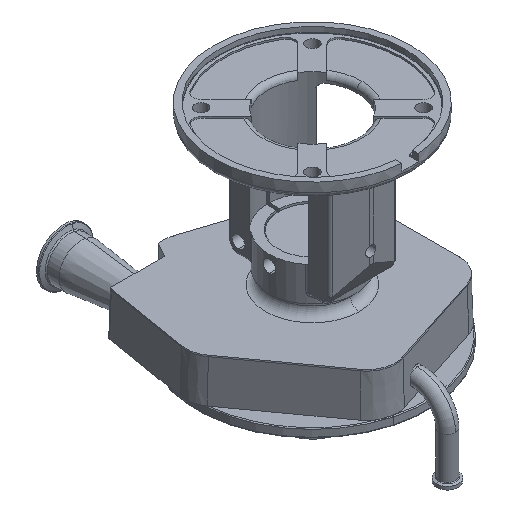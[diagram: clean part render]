
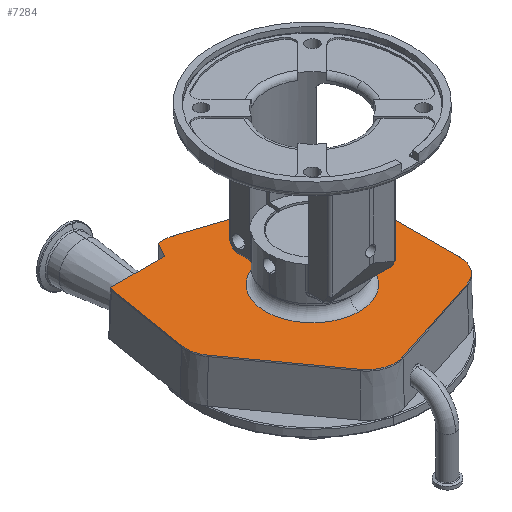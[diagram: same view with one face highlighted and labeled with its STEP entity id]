
A CAD part, isometric view. The second image highlights one B-rep face of the part: STEP entity #7284.
In plain terms, the highlighted planar face has unit normal (0, 0, 1).
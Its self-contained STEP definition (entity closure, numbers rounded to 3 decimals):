
#56 = CARTESIAN_POINT ( 'NONE',  ( -122.265, 112.692, -189. ) ) ;
#124 = CARTESIAN_POINT ( 'NONE',  ( 0., 0., -189. ) ) ;
#182 = DIRECTION ( 'NONE',  ( -0.586, 0.811, 0. ) ) ;
#263 = FACE_BOUND ( 'NONE', #11356, .T. ) ;
#458 = VERTEX_POINT ( 'NONE', #3303 ) ;
#466 = ORIENTED_EDGE ( 'NONE', *, *, #3847, .F. ) ;
#539 = DIRECTION ( 'NONE',  ( -0.5, -0.866, 0. ) ) ;
#689 = EDGE_CURVE ( 'NONE', #5735, #7446, #2949, .T. ) ;
#715 = VERTEX_POINT ( 'NONE', #7641 ) ;
#789 = CARTESIAN_POINT ( 'NONE',  ( -117.56, 111.911, -189. ) ) ;
#1144 = DIRECTION ( 'NONE',  ( -1., 0., 0. ) ) ;
#1168 = EDGE_CURVE ( 'NONE', #3801, #5735, #6027, .T. ) ;
#1205 = VERTEX_POINT ( 'NONE', #8036 ) ;
#1225 = VECTOR ( 'NONE', #1144, 1000. ) ;
#1256 = CARTESIAN_POINT ( 'NONE',  ( 114.005, -58.286, -189. ) ) ;
#1427 = VERTEX_POINT ( 'NONE', #8536 ) ;
#1620 = ORIENTED_EDGE ( 'NONE', *, *, #8240, .T. ) ;
#1809 = DIRECTION ( 'NONE',  ( 0., 0., -1. ) ) ;
#1825 = DIRECTION ( 'NONE',  ( 0., -1., 0. ) ) ;
#1833 = CIRCLE ( 'NONE', #10329, 33.406 ) ;
#1916 = ORIENTED_EDGE ( 'NONE', *, *, #13873, .F. ) ;
#2082 = VERTEX_POINT ( 'NONE', #11397 ) ;
#2094 = CARTESIAN_POINT ( 'NONE',  ( -57.994, -114.136, -189. ) ) ;
#2133 = DIRECTION ( 'NONE',  ( 0., -1., 0. ) ) ;
#2194 = VECTOR ( 'NONE', #3035, 1000. ) ;
#2199 = EDGE_CURVE ( 'NONE', #5457, #1205, #9597, .T. ) ;
#2309 = DIRECTION ( 'NONE',  ( -0.951, -0.309, 0. ) ) ;
#2402 = ORIENTED_EDGE ( 'NONE', *, *, #14353, .F. ) ;
#2616 = VERTEX_POINT ( 'NONE', #56 ) ;
#2641 = CIRCLE ( 'NONE', #9949, 33.406 ) ;
#2702 = EDGE_CURVE ( 'NONE', #1205, #12207, #8312, .T. ) ;
#2949 = CIRCLE ( 'NONE', #11204, 33.406 ) ;
#2996 = CARTESIAN_POINT ( 'NONE',  ( -30.912, -94.576, -189. ) ) ;
#3035 = DIRECTION ( 'NONE',  ( 0.164, 0.987, 0. ) ) ;
#3303 = CARTESIAN_POINT ( 'NONE',  ( 0., 55., -189. ) ) ;
#3578 = EDGE_CURVE ( 'NONE', #458, #7376, #4930, .T. ) ;
#3762 = EDGE_CURVE ( 'NONE', #2082, #715, #13615, .T. ) ;
#3801 = VERTEX_POINT ( 'NONE', #10136 ) ;
#3806 = PLANE ( 'NONE',  #4539 ) ;
#3847 = EDGE_CURVE ( 'NONE', #12741, #3801, #5788, .T. ) ;
#3967 = CIRCLE ( 'NONE', #12915, 4.77 ) ;
#3984 = CARTESIAN_POINT ( 'NONE',  ( 90.819, 90.363, -189. ) ) ;
#3985 = ORIENTED_EDGE ( 'NONE', *, *, #1168, .F. ) ;
#4068 = DIRECTION ( 'NONE',  ( 0., 0., -1. ) ) ;
#4115 = DIRECTION ( 'NONE',  ( 0., -1., 0. ) ) ;
#4359 = DIRECTION ( 'NONE',  ( 0., 0., -1. ) ) ;
#4423 = EDGE_CURVE ( 'NONE', #1427, #8688, #8460, .T. ) ;
#4467 = VECTOR ( 'NONE', #2309, 1000. ) ;
#4539 = AXIS2_PLACEMENT_3D ( 'NONE', #4835, #14007, #9251 ) ;
#4631 = ORIENTED_EDGE ( 'NONE', *, *, #7017, .F. ) ;
#4640 = DIRECTION ( 'NONE',  ( 0., 0., 1. ) ) ;
#4806 = CARTESIAN_POINT ( 'NONE',  ( 80.599, -58.344, -189. ) ) ;
#4835 = CARTESIAN_POINT ( 'NONE',  ( 0., 175., -189. ) ) ;
#4930 = CIRCLE ( 'NONE', #9639, 55. ) ;
#5013 = CARTESIAN_POINT ( 'NONE',  ( 125.679, 78.915, -189. ) ) ;
#5169 = ORIENTED_EDGE ( 'NONE', *, *, #7812, .F. ) ;
#5457 = VERTEX_POINT ( 'NONE', #3984 ) ;
#5535 = DIRECTION ( 'NONE',  ( 0., -1., 0. ) ) ;
#5598 = AXIS2_PLACEMENT_3D ( 'NONE', #12107, #4068, #12186 ) ;
#5729 = DIRECTION ( 'NONE',  ( 0., -1., 0. ) ) ;
#5735 = VERTEX_POINT ( 'NONE', #8320 ) ;
#5788 = LINE ( 'NONE', #10280, #13424 ) ;
#6027 = CIRCLE ( 'NONE', #8150, 33.406 ) ;
#6316 = DIRECTION ( 'NONE',  ( 0., -1., 0. ) ) ;
#6485 = DIRECTION ( 'NONE',  ( 0., 0., -1. ) ) ;
#6704 = ORIENTED_EDGE ( 'NONE', *, *, #11533, .F. ) ;
#6933 = DIRECTION ( 'NONE',  ( 0., -1., 0. ) ) ;
#7017 = EDGE_CURVE ( 'NONE', #715, #12741, #2641, .T. ) ;
#7069 = EDGE_LOOP ( 'NONE', ( #12811, #10503, #1620, #1916, #5169, #7940, #3985, #466, #4631, #9835, #2402, #8547, #11529, #8236 ) ) ;
#7140 = CARTESIAN_POINT ( 'NONE',  ( 114.005, -58.286, -189. ) ) ;
#7284 = ADVANCED_FACE ( 'NONE', ( #263, #8303 ), #3806, .T. ) ;
#7376 = VERTEX_POINT ( 'NONE', #10808 ) ;
#7396 = CARTESIAN_POINT ( 'NONE',  ( -17.519, 185.115, -189. ) ) ;
#7446 = VERTEX_POINT ( 'NONE', #8735 ) ;
#7641 = CARTESIAN_POINT ( 'NONE',  ( -20.589, -126.348, -189. ) ) ;
#7812 = EDGE_CURVE ( 'NONE', #7446, #2616, #8643, .T. ) ;
#7940 = ORIENTED_EDGE ( 'NONE', *, *, #689, .F. ) ;
#8036 = CARTESIAN_POINT ( 'NONE',  ( 113.801, 58.683, -189. ) ) ;
#8063 = ORIENTED_EDGE ( 'NONE', *, *, #3578, .F. ) ;
#8150 = AXIS2_PLACEMENT_3D ( 'NONE', #13655, #4359, #5535 ) ;
#8165 = DIRECTION ( 'NONE',  ( 0.002, -1., 0. ) ) ;
#8201 = DIRECTION ( 'NONE',  ( 0., -1., 0. ) ) ;
#8236 = ORIENTED_EDGE ( 'NONE', *, *, #13734, .F. ) ;
#8240 = EDGE_CURVE ( 'NONE', #14497, #11385, #11110, .T. ) ;
#8303 = FACE_OUTER_BOUND ( 'NONE', #7069, .T. ) ;
#8312 = LINE ( 'NONE', #7140, #10549 ) ;
#8320 = CARTESIAN_POINT ( 'NONE',  ( -139.035, 8.87, -189. ) ) ;
#8460 = CIRCLE ( 'NONE', #11275, 33.406 ) ;
#8536 = CARTESIAN_POINT ( 'NONE',  ( -48.352, 131.711, -189. ) ) ;
#8547 = ORIENTED_EDGE ( 'NONE', *, *, #2702, .F. ) ;
#8643 = LINE ( 'NONE', #13149, #2194 ) ;
#8655 = VECTOR ( 'NONE', #9498, 1000. ) ;
#8688 = VERTEX_POINT ( 'NONE', #11316 ) ;
#8735 = CARTESIAN_POINT ( 'NONE',  ( -138.584, 14.338, -189. ) ) ;
#8824 = EDGE_CURVE ( 'NONE', #1427, #14497, #11828, .T. ) ;
#9251 = DIRECTION ( 'NONE',  ( 0., -1., 0. ) ) ;
#9498 = DIRECTION ( 'NONE',  ( 0.95, -0.312, 0. ) ) ;
#9597 = CIRCLE ( 'NONE', #5598, 33.406 ) ;
#9639 = AXIS2_PLACEMENT_3D ( 'NONE', #10532, #4640, #6933 ) ;
#9835 = ORIENTED_EDGE ( 'NONE', *, *, #3762, .F. ) ;
#9949 = AXIS2_PLACEMENT_3D ( 'NONE', #2996, #11862, #4115 ) ;
#9956 = VECTOR ( 'NONE', #539, 1000. ) ;
#10136 = CARTESIAN_POINT ( 'NONE',  ( -132.709, -10.69, -189. ) ) ;
#10218 = CARTESIAN_POINT ( 'NONE',  ( 0., 115., -189. ) ) ;
#10280 = CARTESIAN_POINT ( 'NONE',  ( -36.962, -143.255, -189. ) ) ;
#10329 = AXIS2_PLACEMENT_3D ( 'NONE', #4806, #13828, #8201 ) ;
#10503 = ORIENTED_EDGE ( 'NONE', *, *, #8824, .T. ) ;
#10532 = CARTESIAN_POINT ( 'NONE',  ( 0., 0., -189. ) ) ;
#10549 = VECTOR ( 'NONE', #8165, 1000. ) ;
#10808 = CARTESIAN_POINT ( 'NONE',  ( 0., -55., -189. ) ) ;
#11110 = LINE ( 'NONE', #10218, #1225 ) ;
#11204 = AXIS2_PLACEMENT_3D ( 'NONE', #13180, #1809, #6316 ) ;
#11275 = AXIS2_PLACEMENT_3D ( 'NONE', #13504, #12467, #2133 ) ;
#11316 = CARTESIAN_POINT ( 'NONE',  ( -31.752, 130.619, -189. ) ) ;
#11356 = EDGE_LOOP ( 'NONE', ( #6704, #8063 ) ) ;
#11385 = VERTEX_POINT ( 'NONE', #12233 ) ;
#11397 = CARTESIAN_POINT ( 'NONE',  ( 90.922, -90.115, -189. ) ) ;
#11529 = ORIENTED_EDGE ( 'NONE', *, *, #2199, .F. ) ;
#11533 = EDGE_CURVE ( 'NONE', #7376, #458, #11895, .T. ) ;
#11828 = LINE ( 'NONE', #7396, #9956 ) ;
#11862 = DIRECTION ( 'NONE',  ( 0., 0., -1. ) ) ;
#11895 = CIRCLE ( 'NONE', #13795, 55. ) ;
#12107 = CARTESIAN_POINT ( 'NONE',  ( 80.395, 58.625, -189. ) ) ;
#12186 = DIRECTION ( 'NONE',  ( 0., -1., 0. ) ) ;
#12207 = VERTEX_POINT ( 'NONE', #1256 ) ;
#12233 = CARTESIAN_POINT ( 'NONE',  ( -121.194, 115., -189. ) ) ;
#12424 = CARTESIAN_POINT ( 'NONE',  ( 90.922, -90.115, -189. ) ) ;
#12467 = DIRECTION ( 'NONE',  ( 0., 0., -1. ) ) ;
#12682 = LINE ( 'NONE', #5013, #8655 ) ;
#12741 = VERTEX_POINT ( 'NONE', #2094 ) ;
#12811 = ORIENTED_EDGE ( 'NONE', *, *, #4423, .F. ) ;
#12915 = AXIS2_PLACEMENT_3D ( 'NONE', #789, #6485, #1825 ) ;
#12924 = CARTESIAN_POINT ( 'NONE',  ( -58., 115., -189. ) ) ;
#13149 = CARTESIAN_POINT ( 'NONE',  ( -144.448, -21.005, -189. ) ) ;
#13180 = CARTESIAN_POINT ( 'NONE',  ( -105.628, 8.87, -189. ) ) ;
#13424 = VECTOR ( 'NONE', #182, 1000. ) ;
#13504 = CARTESIAN_POINT ( 'NONE',  ( -42.176, 98.881, -189. ) ) ;
#13615 = LINE ( 'NONE', #12424, #4467 ) ;
#13655 = CARTESIAN_POINT ( 'NONE',  ( -105.628, 8.87, -189. ) ) ;
#13734 = EDGE_CURVE ( 'NONE', #8688, #5457, #12682, .T. ) ;
#13782 = DIRECTION ( 'NONE',  ( 0., 0., 1. ) ) ;
#13795 = AXIS2_PLACEMENT_3D ( 'NONE', #124, #13782, #5729 ) ;
#13828 = DIRECTION ( 'NONE',  ( 0., 0., -1. ) ) ;
#13873 = EDGE_CURVE ( 'NONE', #2616, #11385, #3967, .T. ) ;
#14007 = DIRECTION ( 'NONE',  ( 0., 0., 1. ) ) ;
#14353 = EDGE_CURVE ( 'NONE', #12207, #2082, #1833, .T. ) ;
#14497 = VERTEX_POINT ( 'NONE', #12924 ) ;
